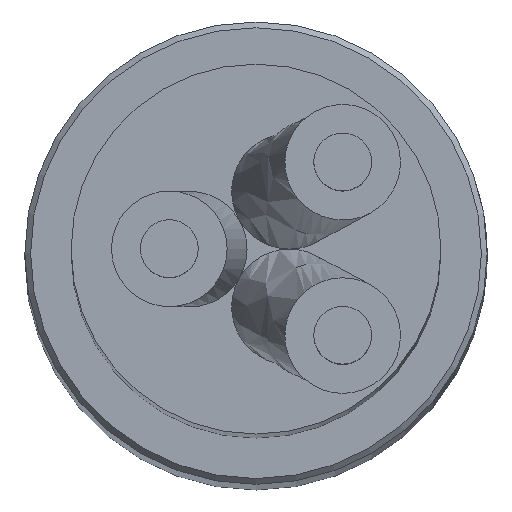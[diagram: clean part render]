
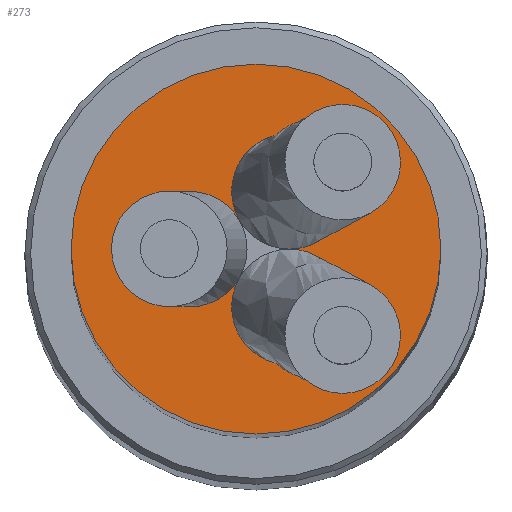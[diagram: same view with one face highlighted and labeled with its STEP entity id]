
A CAD part, top view. The second image highlights one B-rep face of the part: STEP entity #273.
In plain terms, the highlighted planar face has unit normal (0, 0, 1).
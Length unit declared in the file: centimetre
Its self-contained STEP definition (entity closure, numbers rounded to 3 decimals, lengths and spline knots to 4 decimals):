
#36=FACE_BOUND('',#81,.T.);
#54=FACE_OUTER_BOUND('',#80,.T.);
#80=EDGE_LOOP('',(#207));
#81=EDGE_LOOP('',(#208,#209,#210,#211,#212,#213));
#109=CIRCLE('',#304,0.05);
#111=CIRCLE('',#306,0.05);
#114=CIRCLE('',#311,0.16);
#115=CIRCLE('',#312,0.05);
#116=CIRCLE('',#313,0.05);
#117=CIRCLE('',#314,0.05);
#118=CIRCLE('',#315,0.05);
#135=VERTEX_POINT('',#467);
#136=VERTEX_POINT('',#470);
#137=VERTEX_POINT('',#472);
#138=VERTEX_POINT('',#476);
#139=VERTEX_POINT('',#480);
#140=VERTEX_POINT('',#482);
#141=VERTEX_POINT('',#485);
#162=EDGE_CURVE('',#136,#135,#109,.T.);
#164=EDGE_CURVE('',#135,#137,#111,.T.);
#167=EDGE_CURVE('',#139,#139,#114,.T.);
#168=EDGE_CURVE('',#137,#140,#115,.T.);
#169=EDGE_CURVE('',#140,#138,#116,.T.);
#170=EDGE_CURVE('',#138,#141,#117,.T.);
#171=EDGE_CURVE('',#141,#136,#118,.T.);
#207=ORIENTED_EDGE('',*,*,#167,.T.);
#208=ORIENTED_EDGE('',*,*,#162,.T.);
#209=ORIENTED_EDGE('',*,*,#164,.T.);
#210=ORIENTED_EDGE('',*,*,#168,.T.);
#211=ORIENTED_EDGE('',*,*,#169,.T.);
#212=ORIENTED_EDGE('',*,*,#170,.T.);
#213=ORIENTED_EDGE('',*,*,#171,.T.);
#253=PLANE('',#310);
#273=ADVANCED_FACE('',(#54,#36),#253,.F.);
#304=AXIS2_PLACEMENT_3D('',#471,#368,#369);
#306=AXIS2_PLACEMENT_3D('',#474,#372,#373);
#310=AXIS2_PLACEMENT_3D('',#479,#380,#381);
#311=AXIS2_PLACEMENT_3D('',#481,#382,#383);
#312=AXIS2_PLACEMENT_3D('',#483,#384,#385);
#313=AXIS2_PLACEMENT_3D('',#484,#386,#387);
#314=AXIS2_PLACEMENT_3D('',#486,#388,#389);
#315=AXIS2_PLACEMENT_3D('',#487,#390,#391);
#368=DIRECTION('center_axis',(0.,0.,-1.));
#369=DIRECTION('ref_axis',(-0.476,0.879,0.));
#372=DIRECTION('center_axis',(0.,0.,-1.));
#373=DIRECTION('ref_axis',(-0.476,0.879,0.));
#380=DIRECTION('center_axis',(0.,0.,-1.));
#381=DIRECTION('ref_axis',(1.,0.,0.));
#382=DIRECTION('center_axis',(0.,0.,1.));
#383=DIRECTION('ref_axis',(-1.,0.,0.));
#384=DIRECTION('center_axis',(0.,0.,-1.));
#385=DIRECTION('ref_axis',(-0.879,0.476,0.));
#386=DIRECTION('center_axis',(0.,0.,-1.));
#387=DIRECTION('ref_axis',(-0.879,0.476,0.));
#388=DIRECTION('center_axis',(0.,0.,-1.));
#389=DIRECTION('ref_axis',(0.,1.,0.));
#390=DIRECTION('center_axis',(0.,0.,-1.));
#391=DIRECTION('ref_axis',(0.,1.,0.));
#467=CARTESIAN_POINT('',(-1.1681,0.5061,5.3505));
#470=CARTESIAN_POINT('',(-1.2353,0.5251,5.3505));
#471=CARTESIAN_POINT('Origin',(-1.192,0.5501,5.3505));
#472=CARTESIAN_POINT('',(-1.192,0.5001,5.3505));
#474=CARTESIAN_POINT('Origin',(-1.192,0.5501,5.3505));
#476=CARTESIAN_POINT('',(-1.2353,0.4751,5.3505));
#479=CARTESIAN_POINT('Origin',(-1.2208,0.5001,5.3505));
#480=CARTESIAN_POINT('',(-1.0608,0.5001,5.3505));
#481=CARTESIAN_POINT('Origin',(-1.2208,0.5001,5.3505));
#482=CARTESIAN_POINT('',(-1.1681,0.494,5.3505));
#483=CARTESIAN_POINT('Origin',(-1.192,0.4501,5.3505));
#484=CARTESIAN_POINT('Origin',(-1.192,0.4501,5.3505));
#485=CARTESIAN_POINT('',(-1.2786,0.4501,5.3505));
#486=CARTESIAN_POINT('Origin',(-1.2786,0.5001,5.3505));
#487=CARTESIAN_POINT('Origin',(-1.2786,0.5001,5.3505));
